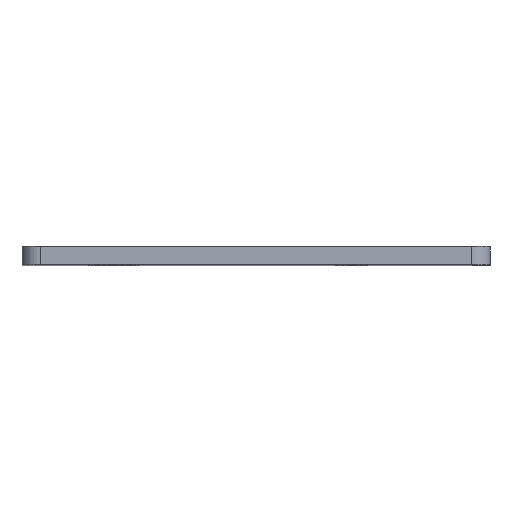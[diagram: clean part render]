
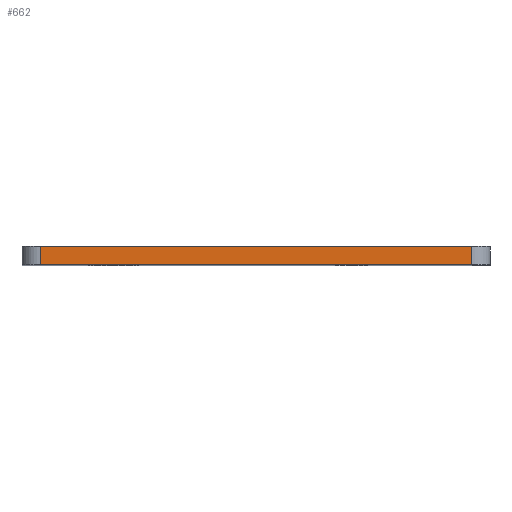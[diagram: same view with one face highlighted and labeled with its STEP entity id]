
A CAD part, top view. The second image highlights one B-rep face of the part: STEP entity #662.
In plain terms, the highlighted planar face has unit normal (0, 0, 1).
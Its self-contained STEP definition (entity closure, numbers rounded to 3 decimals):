
#2 = VERTEX_POINT ( 'NONE', #24 ) ;
#22 = DIRECTION ( 'NONE',  ( 0., -1., 0. ) ) ;
#24 = CARTESIAN_POINT ( 'NONE',  ( 25., 0., 18. ) ) ;
#31 = EDGE_CURVE ( 'NONE', #678, #453, #191, .T. ) ;
#56 = EDGE_LOOP ( 'NONE', ( #633, #519, #328, #111 ) ) ;
#108 = DIRECTION ( 'NONE',  ( 1., 0., 0. ) ) ;
#111 = ORIENTED_EDGE ( 'NONE', *, *, #31, .T. ) ;
#168 = VECTOR ( 'NONE', #108, 1000. ) ;
#173 = DIRECTION ( 'NONE',  ( 0., 0., 1. ) ) ;
#182 = VERTEX_POINT ( 'NONE', #596 ) ;
#191 = LINE ( 'NONE', #676, #628 ) ;
#278 = CARTESIAN_POINT ( 'NONE',  ( 95., 0., 18. ) ) ;
#298 = EDGE_CURVE ( 'NONE', #182, #453, #418, .T. ) ;
#312 = CARTESIAN_POINT ( 'NONE',  ( 95., 3., 18. ) ) ;
#328 = ORIENTED_EDGE ( 'NONE', *, *, #411, .T. ) ;
#331 = CARTESIAN_POINT ( 'NONE',  ( 22., 0., 18. ) ) ;
#336 = DIRECTION ( 'NONE',  ( 0., 1., 0. ) ) ;
#366 = LINE ( 'NONE', #371, #168 ) ;
#371 = CARTESIAN_POINT ( 'NONE',  ( 22., 0., 18. ) ) ;
#372 = CARTESIAN_POINT ( 'NONE',  ( 22., 3., 18. ) ) ;
#411 = EDGE_CURVE ( 'NONE', #2, #678, #366, .T. ) ;
#418 = LINE ( 'NONE', #372, #468 ) ;
#423 = DIRECTION ( 'NONE',  ( 1., 0., 0. ) ) ;
#450 = LINE ( 'NONE', #455, #679 ) ;
#453 = VERTEX_POINT ( 'NONE', #312 ) ;
#455 = CARTESIAN_POINT ( 'NONE',  ( 25., 0., 18. ) ) ;
#468 = VECTOR ( 'NONE', #423, 1000. ) ;
#519 = ORIENTED_EDGE ( 'NONE', *, *, #553, .T. ) ;
#526 = AXIS2_PLACEMENT_3D ( 'NONE', #331, #173, #608 ) ;
#553 = EDGE_CURVE ( 'NONE', #182, #2, #450, .T. ) ;
#596 = CARTESIAN_POINT ( 'NONE',  ( 25., 3., 18. ) ) ;
#608 = DIRECTION ( 'NONE',  ( 1., 0., 0. ) ) ;
#628 = VECTOR ( 'NONE', #336, 1000. ) ;
#633 = ORIENTED_EDGE ( 'NONE', *, *, #298, .F. ) ;
#657 = FACE_OUTER_BOUND ( 'NONE', #56, .T. ) ;
#660 = PLANE ( 'NONE',  #526 ) ;
#662 = ADVANCED_FACE ( 'NONE', ( #657 ), #660, .T. ) ;
#676 = CARTESIAN_POINT ( 'NONE',  ( 95., 0., 18. ) ) ;
#678 = VERTEX_POINT ( 'NONE', #278 ) ;
#679 = VECTOR ( 'NONE', #22, 1000. ) ;
